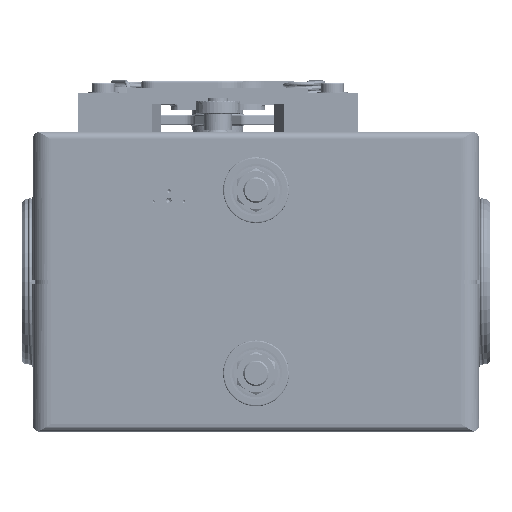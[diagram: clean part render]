
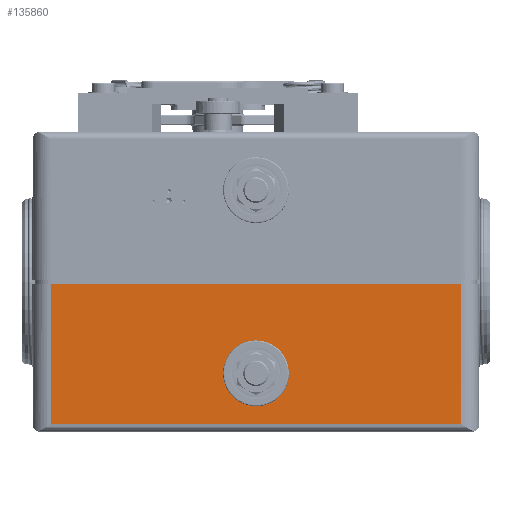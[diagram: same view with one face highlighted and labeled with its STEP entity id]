
A CAD part, front view. The second image highlights one B-rep face of the part: STEP entity #135860.
In plain terms, the highlighted planar face has unit normal (0, -1, 0).
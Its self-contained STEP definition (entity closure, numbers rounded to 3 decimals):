
#311 = DIRECTION ( 'NONE',  ( 0., -1., 0. ) ) ;
#3708 = CARTESIAN_POINT ( 'NONE',  ( 0., -94., -104.5 ) ) ;
#8946 = DIRECTION ( 'NONE',  ( 0., 0., -1. ) ) ;
#20182 = CARTESIAN_POINT ( 'NONE',  ( 0., -94., -70.5 ) ) ;
#21827 = CARTESIAN_POINT ( 'NONE',  ( 161.5, -94., 0. ) ) ;
#38502 = CARTESIAN_POINT ( 'NONE',  ( 0., -94., -70.5 ) ) ;
#44176 = DIRECTION ( 'NONE',  ( 0., 0., 1. ) ) ;
#51761 = VERTEX_POINT ( 'NONE', #154581 ) ;
#70999 = AXIS2_PLACEMENT_3D ( 'NONE', #20182, #201925, #83289 ) ;
#79315 = CARTESIAN_POINT ( 'NONE',  ( 0., -94., 0. ) ) ;
#80116 = DIRECTION ( 'NONE',  ( 1., 0., 0. ) ) ;
#83289 = DIRECTION ( 'NONE',  ( 0., 0., -1. ) ) ;
#83964 = VECTOR ( 'NONE', #80116, 1000. ) ;
#85277 = FACE_OUTER_BOUND ( 'NONE', #140763, .T. ) ;
#87468 = ORIENTED_EDGE ( 'NONE', *, *, #208012, .T. ) ;
#87695 = ORIENTED_EDGE ( 'NONE', *, *, #160008, .F. ) ;
#88022 = VECTOR ( 'NONE', #162216, 1000. ) ;
#94989 = VERTEX_POINT ( 'NONE', #236101 ) ;
#96730 = EDGE_CURVE ( 'NONE', #144606, #260079, #249722, .T. ) ;
#96845 = VERTEX_POINT ( 'NONE', #252325 ) ;
#97932 = VERTEX_POINT ( 'NONE', #231950 ) ;
#108927 = DIRECTION ( 'NONE',  ( 0., -1., 0. ) ) ;
#120695 = CARTESIAN_POINT ( 'NONE',  ( 161.5, -94., -110.5 ) ) ;
#124847 = FACE_BOUND ( 'NONE', #233895, .T. ) ;
#127301 = EDGE_CURVE ( 'NONE', #94989, #97932, #169843, .T. ) ;
#127719 = CARTESIAN_POINT ( 'NONE',  ( -161.5, -94., -104.5 ) ) ;
#135860 = ADVANCED_FACE ( 'NONE', ( #124847, #85277 ), #184148, .T. ) ;
#140763 = EDGE_LOOP ( 'NONE', ( #192386, #87468, #254219, #256554 ) ) ;
#144606 = VERTEX_POINT ( 'NONE', #120695 ) ;
#154581 = CARTESIAN_POINT ( 'NONE',  ( 0., -94., -86.5 ) ) ;
#155018 = CIRCLE ( 'NONE', #171822, 16. ) ;
#155179 = CIRCLE ( 'NONE', #70999, 16. ) ;
#160008 = EDGE_CURVE ( 'NONE', #51761, #96845, #155018, .T. ) ;
#160947 = LINE ( 'NONE', #79315, #88022 ) ;
#162216 = DIRECTION ( 'NONE',  ( -1., 0., 0. ) ) ;
#163543 = DIRECTION ( 'NONE',  ( 0., 0., -1. ) ) ;
#166581 = CARTESIAN_POINT ( 'NONE',  ( 161.5, -94., -104.5 ) ) ;
#169527 = VECTOR ( 'NONE', #208143, 1000. ) ;
#169843 = LINE ( 'NONE', #127719, #169527 ) ;
#171822 = AXIS2_PLACEMENT_3D ( 'NONE', #38502, #311, #163543 ) ;
#184148 = PLANE ( 'NONE',  #219688 ) ;
#184190 = EDGE_CURVE ( 'NONE', #94989, #144606, #203943, .T. ) ;
#192386 = ORIENTED_EDGE ( 'NONE', *, *, #96730, .T. ) ;
#201335 = CARTESIAN_POINT ( 'NONE',  ( -224.5, -94., -110.5 ) ) ;
#201925 = DIRECTION ( 'NONE',  ( 0., -1., 0. ) ) ;
#203943 = LINE ( 'NONE', #201335, #83964 ) ;
#208012 = EDGE_CURVE ( 'NONE', #260079, #97932, #160947, .T. ) ;
#208143 = DIRECTION ( 'NONE',  ( 0., 0., 1. ) ) ;
#211844 = EDGE_CURVE ( 'NONE', #96845, #51761, #155179, .T. ) ;
#215236 = VECTOR ( 'NONE', #44176, 1000. ) ;
#216785 = ORIENTED_EDGE ( 'NONE', *, *, #211844, .F. ) ;
#219688 = AXIS2_PLACEMENT_3D ( 'NONE', #3708, #108927, #8946 ) ;
#231950 = CARTESIAN_POINT ( 'NONE',  ( -161.5, -94., 0. ) ) ;
#233895 = EDGE_LOOP ( 'NONE', ( #87695, #216785 ) ) ;
#236101 = CARTESIAN_POINT ( 'NONE',  ( -161.5, -94., -110.5 ) ) ;
#249722 = LINE ( 'NONE', #166581, #215236 ) ;
#252325 = CARTESIAN_POINT ( 'NONE',  ( 0., -94., -54.5 ) ) ;
#254219 = ORIENTED_EDGE ( 'NONE', *, *, #127301, .F. ) ;
#256554 = ORIENTED_EDGE ( 'NONE', *, *, #184190, .T. ) ;
#260079 = VERTEX_POINT ( 'NONE', #21827 ) ;
